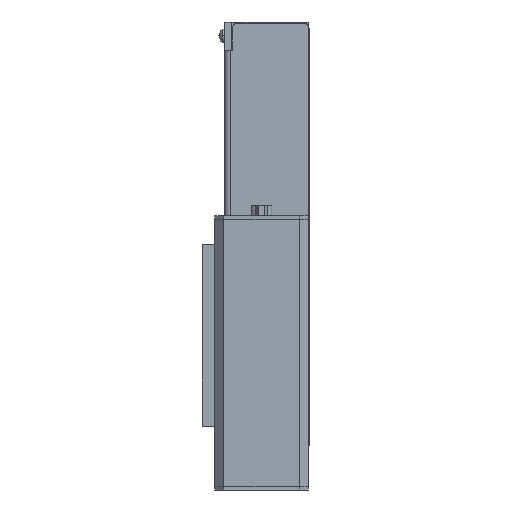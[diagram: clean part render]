
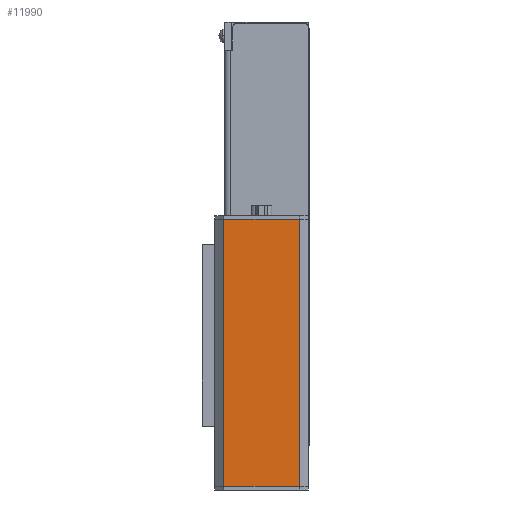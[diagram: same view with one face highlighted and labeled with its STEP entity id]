
A CAD part, left-side view. The second image highlights one B-rep face of the part: STEP entity #11990.
In plain terms, the highlighted face is planar.
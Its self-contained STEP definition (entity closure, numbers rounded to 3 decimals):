
#600 = CARTESIAN_POINT ( 'NONE',  ( 41., 17., -91.25 ) ) ;
#1090 = CARTESIAN_POINT ( 'NONE',  ( 41., -17., -91.25 ) ) ;
#2379 = PLANE ( 'NONE',  #19884 ) ;
#2566 = VERTEX_POINT ( 'NONE', #10870 ) ;
#2583 = CARTESIAN_POINT ( 'NONE',  ( 41., 17., 28.5 ) ) ;
#2998 = CARTESIAN_POINT ( 'NONE',  ( 41., -17., 28.5 ) ) ;
#3009 = VERTEX_POINT ( 'NONE', #2998 ) ;
#4333 = LINE ( 'NONE', #600, #12163 ) ;
#6018 = DIRECTION ( 'NONE',  ( 0., 0., 1. ) ) ;
#6511 = EDGE_CURVE ( 'NONE', #14417, #3009, #6523, .T. ) ;
#6523 = LINE ( 'NONE', #1090, #7738 ) ;
#6905 = ORIENTED_EDGE ( 'NONE', *, *, #6511, .F. ) ;
#7385 = EDGE_CURVE ( 'NONE', #3009, #8674, #21749, .T. ) ;
#7738 = VECTOR ( 'NONE', #14909, 1000. ) ;
#7833 = CARTESIAN_POINT ( 'NONE',  ( 41., 17., 28.5 ) ) ;
#8674 = VERTEX_POINT ( 'NONE', #7833 ) ;
#9023 = DIRECTION ( 'NONE',  ( 0., 0., 1. ) ) ;
#9289 = LINE ( 'NONE', #10738, #18832 ) ;
#10364 = CARTESIAN_POINT ( 'NONE',  ( 41., -17., -91.25 ) ) ;
#10738 = CARTESIAN_POINT ( 'NONE',  ( 41., 17., -91.25 ) ) ;
#10870 = CARTESIAN_POINT ( 'NONE',  ( 41., 17., -91.25 ) ) ;
#11927 = ORIENTED_EDGE ( 'NONE', *, *, #7385, .F. ) ;
#11990 = ADVANCED_FACE ( 'NONE', ( #14012 ), #2379, .F. ) ;
#12163 = VECTOR ( 'NONE', #6018, 1000. ) ;
#12471 = CARTESIAN_POINT ( 'NONE',  ( 41., 17., -91.25 ) ) ;
#13504 = ORIENTED_EDGE ( 'NONE', *, *, #18954, .F. ) ;
#14012 = FACE_OUTER_BOUND ( 'NONE', #20558, .T. ) ;
#14166 = DIRECTION ( 'NONE',  ( 0., -1., 0. ) ) ;
#14417 = VERTEX_POINT ( 'NONE', #10364 ) ;
#14448 = VECTOR ( 'NONE', #18444, 1000. ) ;
#14909 = DIRECTION ( 'NONE',  ( 0., 0., 1. ) ) ;
#18384 = EDGE_CURVE ( 'NONE', #2566, #8674, #4333, .T. ) ;
#18444 = DIRECTION ( 'NONE',  ( 0., 1., 0. ) ) ;
#18832 = VECTOR ( 'NONE', #14166, 1000. ) ;
#18954 = EDGE_CURVE ( 'NONE', #2566, #14417, #9289, .T. ) ;
#19884 = AXIS2_PLACEMENT_3D ( 'NONE', #12471, #20716, #9023 ) ;
#20210 = ORIENTED_EDGE ( 'NONE', *, *, #18384, .T. ) ;
#20558 = EDGE_LOOP ( 'NONE', ( #20210, #11927, #6905, #13504 ) ) ;
#20716 = DIRECTION ( 'NONE',  ( -1., 0., 0. ) ) ;
#21749 = LINE ( 'NONE', #2583, #14448 ) ;
